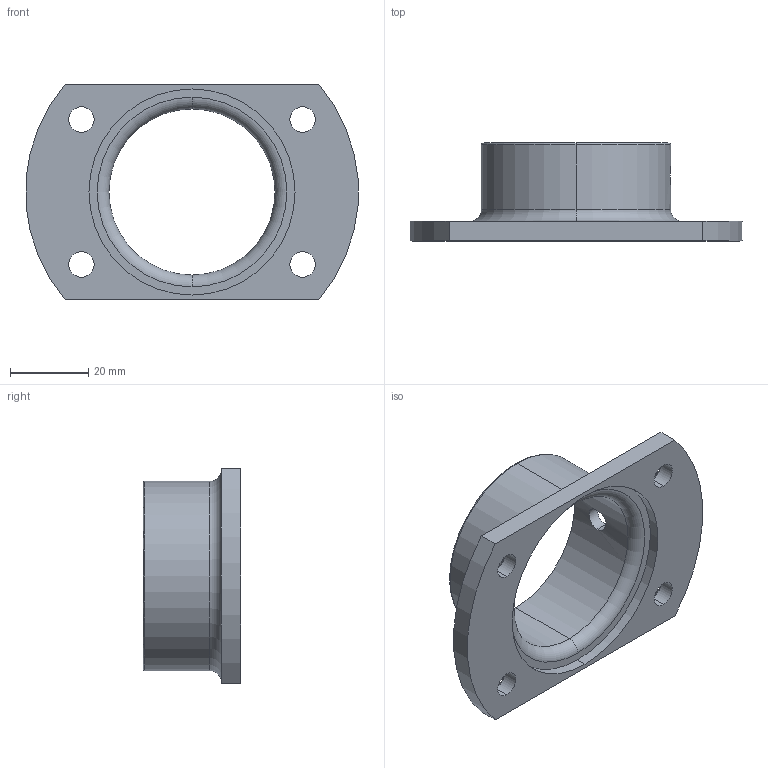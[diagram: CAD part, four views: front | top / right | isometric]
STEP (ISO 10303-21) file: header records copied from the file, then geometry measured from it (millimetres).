
FILE_DESCRIPTION (( 'STEP AP203' ), '1' );
FILE_NAME ('3D_GB3054_42.4_188701290.STEP', '2024-10-07T16:17:11', ( '' ), ( '' ), 'SwSTEP 2.0', 'SolidWorks 2024', '' );
FILE_SCHEMA (( 'CONFIG_CONTROL_DESIGN' ));
Length unit declared in the file: millimetre
Products named in the file (1): 3D_GB3054_42.4_188701290
Bounding box: 84.74 x 25 x 55 mm (x, y, z)
Volume: 20322.7 mm3; surface area: 13236.2 mm2
Topology: 1 solids, 1 shells, 38 faces, 88 edges, 54 vertices
Faces by surface type: cylinder 18, cone 8, torus 6, plane 6
Entity records: 1317 total; most frequent: CARTESIAN_POINT 313, DIRECTION 214, ORIENTED_EDGE 176, AXIS2_PLACEMENT_3D 91, EDGE_CURVE 88, VERTEX_POINT 54, EDGE_LOOP 52, CIRCLE 52
